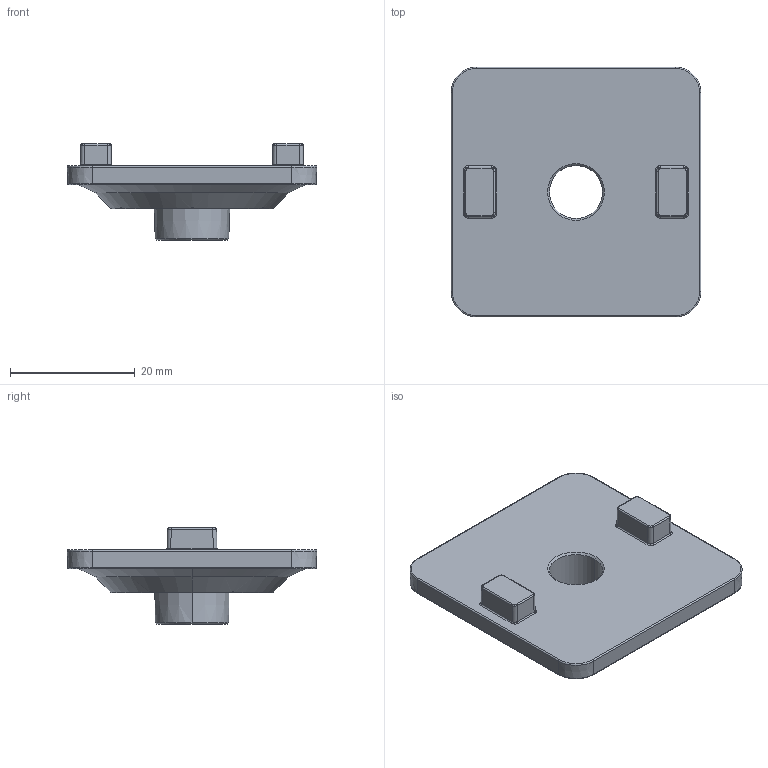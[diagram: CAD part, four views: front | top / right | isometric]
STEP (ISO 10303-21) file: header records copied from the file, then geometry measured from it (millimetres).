
FILE_DESCRIPTION (( 'STEP AP214' ), '1' );
FILE_NAME ('Accessories for aluminium profiles098SA40N08.step', '2016-10-19T15:26:14', ( '' ), ( '' ), 'SwSTEP 2.0', 'SolidWorks 2016', '' );
FILE_SCHEMA (( 'AUTOMOTIVE_DESIGN' ));
Length unit declared in the file: millimetre
Products named in the file (1): Accessories for aluminium profiles098SA40N08
Bounding box: 39.99 x 39.99 x 15.4 mm (x, y, z)
Volume: 6483 mm3; surface area: 4699 mm2
Topology: 1 solids, 1 shells, 192 faces, 429 edges, 241 vertices
Faces by surface type: cylinder 53, bspline 50, plane 30, sphere 22, torus 21, cone 16
Entity records: 5787 total; most frequent: CARTESIAN_POINT 1863, ORIENTED_EDGE 850, DIRECTION 813, EDGE_CURVE 425, AXIS2_PLACEMENT_3D 345, VERTEX_POINT 239, CIRCLE 202, EDGE_LOOP 198
